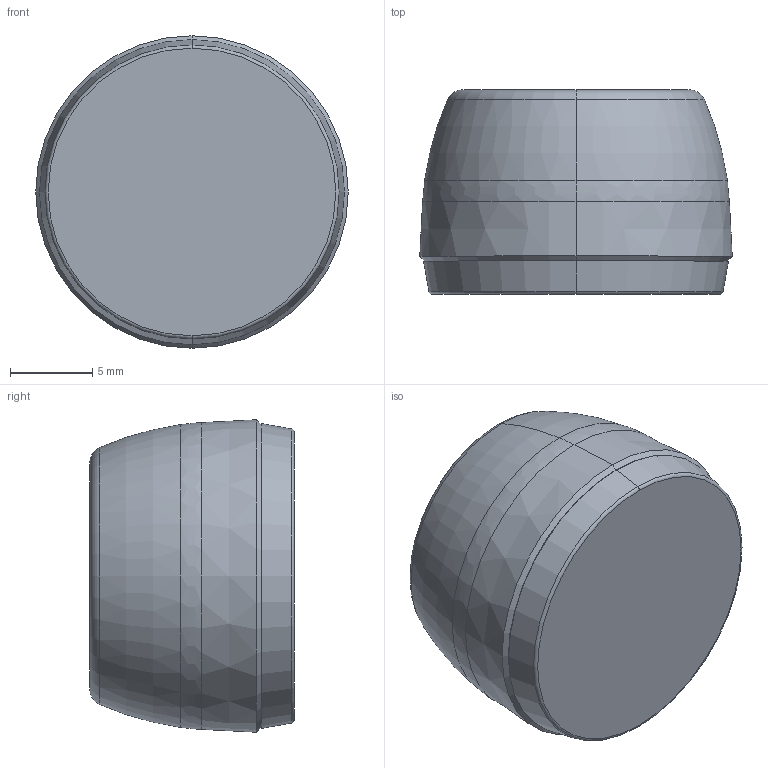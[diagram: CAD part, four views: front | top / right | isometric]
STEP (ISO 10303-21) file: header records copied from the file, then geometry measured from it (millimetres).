
FILE_DESCRIPTION(('STEP AP203'),'1');
FILE_NAME('098m020kg.stp','2021-11-24T07:16:07',('TraceParts'),('TraceParts S.A.'),'Spatial InterOp 3D',' ',' ');
FILE_SCHEMA(('CONFIG_CONTROL_DESIGN'));
Length unit declared in the file: millimetre
Products named in the file (1): 1
Bounding box: 18.97 x 12.4 x 18.97 mm (x, y, z)
Volume: 2963.6 mm3; surface area: 2102.6 mm2
Topology: 2 solids, 2 shells, 49 faces, 102 edges, 55 vertices
Faces by surface type: torus 24, cone 10, cylinder 6, plane 5, sphere 4
Entity records: 1334 total; most frequent: DIRECTION 282, CARTESIAN_POINT 204, ORIENTED_EDGE 196, AXIS2_PLACEMENT_3D 133, EDGE_CURVE 98, CIRCLE 82, VERTEX_POINT 55, EDGE_LOOP 51
